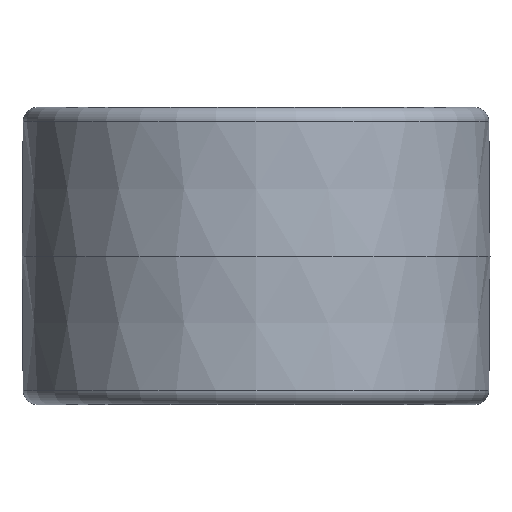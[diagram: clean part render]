
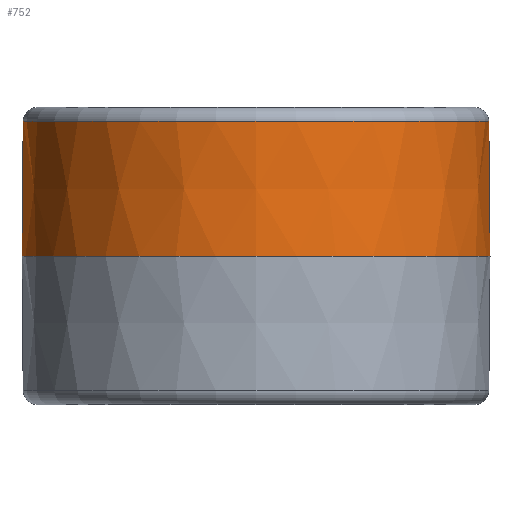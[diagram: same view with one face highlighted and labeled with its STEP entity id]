
A CAD part, front view. The second image highlights one B-rep face of the part: STEP entity #752.
In plain terms, the highlighted conical face has half-angle 0.5 degrees and reference radius 5 mm.
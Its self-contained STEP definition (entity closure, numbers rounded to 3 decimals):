
#35 = DIRECTION ( 'NONE',  ( 1., 0., 0. ) ) ;
#57 = CARTESIAN_POINT ( 'NONE',  ( -5., 0., 0. ) ) ;
#92 = DIRECTION ( 'NONE',  ( 0., 0., 1. ) ) ;
#104 = CARTESIAN_POINT ( 'NONE',  ( 0., 0., 0. ) ) ;
#172 = DIRECTION ( 'NONE',  ( -1., 0., 0. ) ) ;
#214 = CARTESIAN_POINT ( 'NONE',  ( 0., 0., 2.878 ) ) ;
#248 = DIRECTION ( 'NONE',  ( 0.009, 0., -1. ) ) ;
#253 = CIRCLE ( 'NONE', #1185, 4.975 ) ;
#261 = CARTESIAN_POINT ( 'NONE',  ( 5., 0., 0. ) ) ;
#265 = CIRCLE ( 'NONE', #1184, 5. ) ;
#395 = LINE ( 'NONE', #1688, #405 ) ;
#405 = VECTOR ( 'NONE', #1409, 1000. ) ;
#449 = VECTOR ( 'NONE', #248, 1000. ) ;
#452 = LINE ( 'NONE', #261, #449 ) ;
#532 = DIRECTION ( 'NONE',  ( 0., 0., -1. ) ) ;
#581 = CONICAL_SURFACE ( 'NONE', #1474, 5., 0.009 ) ;
#603 = FACE_OUTER_BOUND ( 'NONE', #1866, .T. ) ;
#752 = ADVANCED_FACE ( 'NONE', ( #603 ), #581, .T. ) ;
#1111 = VERTEX_POINT ( 'NONE', #57 ) ;
#1184 = AXIS2_PLACEMENT_3D ( 'NONE', #104, #92, #35 ) ;
#1185 = AXIS2_PLACEMENT_3D ( 'NONE', #214, #532, #172 ) ;
#1206 = EDGE_CURVE ( 'NONE', #2502, #1816, #452, .T. ) ;
#1258 = DIRECTION ( 'NONE',  ( 1., 0., 0. ) ) ;
#1260 = ORIENTED_EDGE ( 'NONE', *, *, #1206, .F. ) ;
#1262 = CARTESIAN_POINT ( 'NONE',  ( 0., 0., 0. ) ) ;
#1274 = DIRECTION ( 'NONE',  ( 0., 0., -1. ) ) ;
#1367 = ORIENTED_EDGE ( 'NONE', *, *, #1616, .T. ) ;
#1409 = DIRECTION ( 'NONE',  ( -0.009, 0., -1. ) ) ;
#1474 = AXIS2_PLACEMENT_3D ( 'NONE', #1262, #1274, #1258 ) ;
#1616 = EDGE_CURVE ( 'NONE', #2244, #1111, #395, .T. ) ;
#1659 = CARTESIAN_POINT ( 'NONE',  ( 5., 0., 0. ) ) ;
#1688 = CARTESIAN_POINT ( 'NONE',  ( -5., 0., 0. ) ) ;
#1716 = ORIENTED_EDGE ( 'NONE', *, *, #2109, .T. ) ;
#1804 = ORIENTED_EDGE ( 'NONE', *, *, #2113, .T. ) ;
#1816 = VERTEX_POINT ( 'NONE', #1659 ) ;
#1866 = EDGE_LOOP ( 'NONE', ( #1716, #1367, #1804, #1260 ) ) ;
#2109 = EDGE_CURVE ( 'NONE', #2502, #2244, #253, .T. ) ;
#2113 = EDGE_CURVE ( 'NONE', #1111, #1816, #265, .T. ) ;
#2199 = CARTESIAN_POINT ( 'NONE',  ( 4.975, 0., 2.878 ) ) ;
#2244 = VERTEX_POINT ( 'NONE', #2250 ) ;
#2250 = CARTESIAN_POINT ( 'NONE',  ( -4.975, 0., 2.878 ) ) ;
#2502 = VERTEX_POINT ( 'NONE', #2199 ) ;
